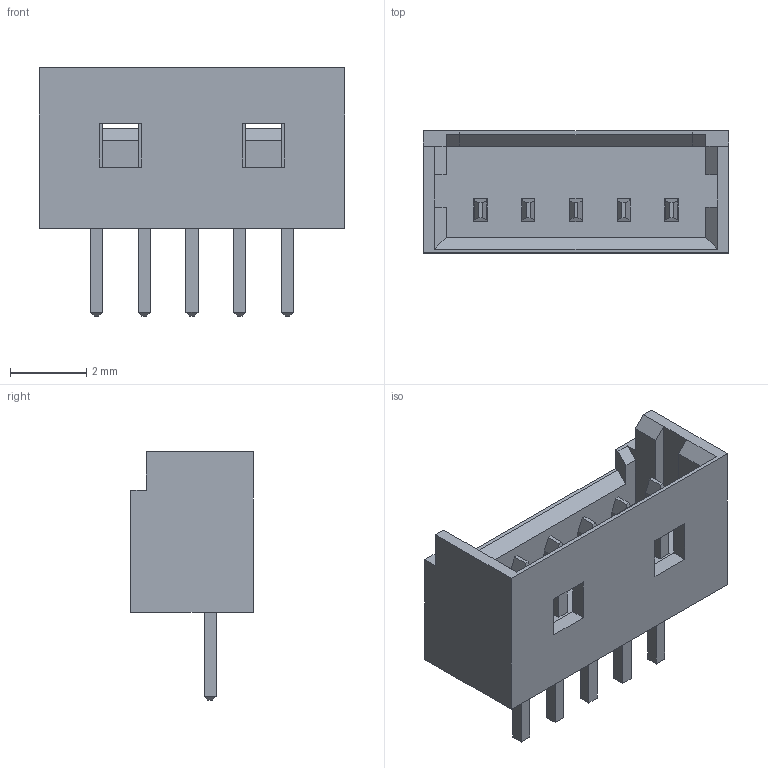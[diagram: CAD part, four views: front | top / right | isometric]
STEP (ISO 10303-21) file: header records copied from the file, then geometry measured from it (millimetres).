
FILE_DESCRIPTION(('FreeCAD Model'),'2;1');
FILE_NAME('Molex_PicoBlade_53047_X.step','2018-10-24T00:29:09',( 'kicad StepUp'),('ksu MCAD'),'Open CASCADE STEP processor 7.3', 'FreeCAD','Unknown');
FILE_SCHEMA(('AUTOMOTIVE_DESIGN { 1 0 10303 214 1 1 1 1 }'));
Length unit declared in the file: millimetre
Products named in the file (1): Molex_PicoBlade_53047_X
Bounding box: 8 x 3.2 x 6.5 mm (x, y, z)
Volume: 54.4 mm3; surface area: 225.5 mm2
Topology: 1 solids, 1 shells, 162 faces, 446 edges, 276 vertices
Faces by surface type: plane 162
Entity records: 6153 total; most frequent: ORIENTED_EDGE 892, CARTESIAN_POINT 885, DIRECTION 772, EDGE_CURVE 446, LINE 446, VECTOR 446, VERTEX_POINT 276, FACE_BOUND 176
